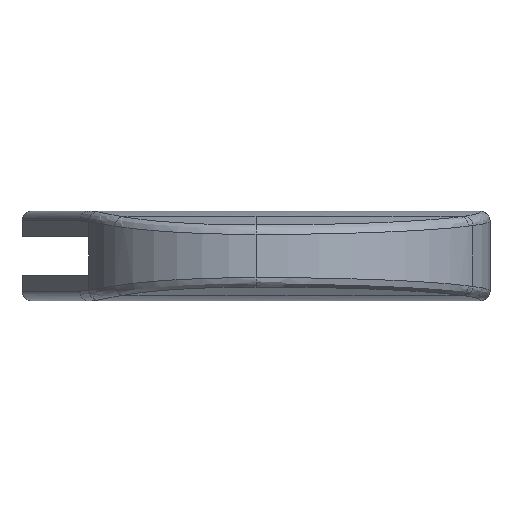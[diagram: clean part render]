
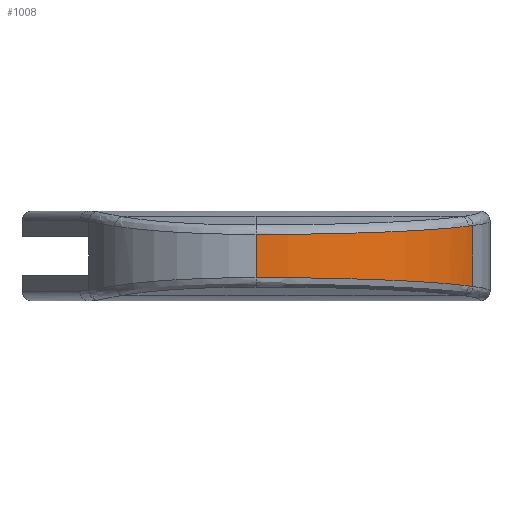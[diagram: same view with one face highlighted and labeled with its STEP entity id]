
A CAD part, left-side view. The second image highlights one B-rep face of the part: STEP entity #1008.
In plain terms, the highlighted cylindrical face has radius 12.5 mm (diameter 25 mm), a partial arc.
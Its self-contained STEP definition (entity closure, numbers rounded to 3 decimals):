
#68 = ORIENTED_EDGE ( 'NONE', *, *, #1767, .T. ) ;
#159 = CARTESIAN_POINT ( 'NONE',  ( -10.368, -11.038, 1.552 ) ) ;
#163 = VERTEX_POINT ( 'NONE', #654 ) ;
#320 = CARTESIAN_POINT ( 'NONE',  ( -10.227, -11.111, -1.562 ) ) ;
#341 = CARTESIAN_POINT ( 'NONE',  ( -10.648, -10.884, 1.533 ) ) ;
#354 = CARTESIAN_POINT ( 'NONE',  ( -15.569, -5.833, 1.199 ) ) ;
#357 = CARTESIAN_POINT ( 'NONE',  ( -10.648, -10.884, 1.533 ) ) ;
#407 = ORIENTED_EDGE ( 'NONE', *, *, #2367, .F. ) ;
#464 = DIRECTION ( 'NONE',  ( 0., 0., -1. ) ) ;
#468 = CARTESIAN_POINT ( 'NONE',  ( -10.509, -10.962, 1.542 ) ) ;
#502 = CARTESIAN_POINT ( 'NONE',  ( -13.465, -8.715, -1.338 ) ) ;
#504 = CARTESIAN_POINT ( 'NONE',  ( -14.709, -7.234, 1.255 ) ) ;
#517 = CARTESIAN_POINT ( 'NONE',  ( -16.415, -3.79, -1.144 ) ) ;
#578 = B_SPLINE_CURVE_WITH_KNOTS ( 'NONE', 3,
 ( #2545, #4075, #3653, #3177, #517, #2801, #1299, #3572, #915, #3947, #1283, #3560, #897, #3161, #502, #3542, #880, #3145 ),
 .UNSPECIFIED., .F., .F.,
 ( 4, 2, 2, 2, 2, 2, 2, 2, 4 ),
 ( 0., 0.003, 0.004, 0.005, 0.007, 0.008, 0.009, 0.01, 0.013 ),
 .UNSPECIFIED. ) ;
#654 = CARTESIAN_POINT ( 'NONE',  ( -17., 0., 1.107 ) ) ;
#757 = CARTESIAN_POINT ( 'NONE',  ( -17., 0., 1.107 ) ) ;
#763 = AXIS2_PLACEMENT_3D ( 'NONE', #1567, #1582, #2438 ) ;
#784 = CARTESIAN_POINT ( 'NONE',  ( -13.671, -8.511, 1.324 ) ) ;
#880 = CARTESIAN_POINT ( 'NONE',  ( -11.615, -10.337, -1.464 ) ) ;
#897 = CARTESIAN_POINT ( 'NONE',  ( -14.022, -8.103, -1.3 ) ) ;
#912 = VERTEX_POINT ( 'NONE', #320 ) ;
#915 = CARTESIAN_POINT ( 'NONE',  ( -15.57, -5.831, -1.198 ) ) ;
#959 = B_SPLINE_CURVE_WITH_KNOTS ( 'NONE', 3,
 ( #1253, #3340, #1071, #2953 ),
 .UNSPECIFIED., .F., .F.,
 ( 4, 4 ),
 ( 0., 0. ),
 .UNSPECIFIED. ) ;
#1008 = ADVANCED_FACE ( 'NONE', ( #3612 ), #1593, .T. ) ;
#1071 = CARTESIAN_POINT ( 'NONE',  ( -10.368, -11.038, -1.552 ) ) ;
#1253 = CARTESIAN_POINT ( 'NONE',  ( -10.648, -10.884, -1.533 ) ) ;
#1283 = CARTESIAN_POINT ( 'NONE',  ( -14.71, -7.233, -1.255 ) ) ;
#1284 = CARTESIAN_POINT ( 'NONE',  ( -16.816, -2.206, 1.118 ) ) ;
#1299 = CARTESIAN_POINT ( 'NONE',  ( -16.136, -4.574, -1.162 ) ) ;
#1326 = B_SPLINE_CURVE_WITH_KNOTS ( 'NONE', 3,
 ( #3005, #3222, #1885, #784, #3162, #504, #4542, #354, #2261, #4929, #2638, #3021, #1284, #3948, #1832, #757 ),
 .UNSPECIFIED., .F., .F.,
 ( 4, 2, 2, 2, 2, 2, 2, 4 ),
 ( 0., 0.003, 0.005, 0.007, 0.008, 0.01, 0.012, 0.013 ),
 .UNSPECIFIED. ) ;
#1433 = EDGE_CURVE ( 'NONE', #2426, #3622, #3826, .T. ) ;
#1489 = CARTESIAN_POINT ( 'NONE',  ( -10.227, -11.111, 1.562 ) ) ;
#1567 = CARTESIAN_POINT ( 'NONE',  ( -4.5, 0., 2.3 ) ) ;
#1582 = DIRECTION ( 'NONE',  ( 0., 0., -1. ) ) ;
#1593 = CYLINDRICAL_SURFACE ( 'NONE', #763, 12.5 ) ;
#1707 = ORIENTED_EDGE ( 'NONE', *, *, #3109, .T. ) ;
#1767 = EDGE_CURVE ( 'NONE', #163, #3763, #2050, .T. ) ;
#1832 = CARTESIAN_POINT ( 'NONE',  ( -17., -0.555, 1.107 ) ) ;
#1885 = CARTESIAN_POINT ( 'NONE',  ( -12.489, -9.677, 1.404 ) ) ;
#1951 = CARTESIAN_POINT ( 'NONE',  ( -10.648, -10.884, -1.533 ) ) ;
#2050 = LINE ( 'NONE', #4235, #4934 ) ;
#2261 = CARTESIAN_POINT ( 'NONE',  ( -15.818, -5.335, 1.182 ) ) ;
#2351 = LINE ( 'NONE', #3123, #3303 ) ;
#2367 = EDGE_CURVE ( 'NONE', #2426, #912, #2351, .T. ) ;
#2426 = VERTEX_POINT ( 'NONE', #1489 ) ;
#2438 = DIRECTION ( 'NONE',  ( -1., 0., 0. ) ) ;
#2479 = EDGE_CURVE ( 'NONE', #3622, #163, #1326, .T. ) ;
#2545 = CARTESIAN_POINT ( 'NONE',  ( -17., 0., -1.107 ) ) ;
#2638 = CARTESIAN_POINT ( 'NONE',  ( -16.421, -3.8, 1.144 ) ) ;
#2678 = EDGE_CURVE ( 'NONE', #4578, #912, #959, .T. ) ;
#2801 = CARTESIAN_POINT ( 'NONE',  ( -16.235, -4.314, -1.156 ) ) ;
#2953 = CARTESIAN_POINT ( 'NONE',  ( -10.227, -11.111, -1.562 ) ) ;
#3005 = CARTESIAN_POINT ( 'NONE',  ( -10.648, -10.884, 1.533 ) ) ;
#3021 = CARTESIAN_POINT ( 'NONE',  ( -16.707, -2.744, 1.125 ) ) ;
#3096 = DIRECTION ( 'NONE',  ( 0., 0., -1. ) ) ;
#3109 = EDGE_CURVE ( 'NONE', #3763, #4578, #578, .T. ) ;
#3123 = CARTESIAN_POINT ( 'NONE',  ( -10.227, -11.111, 2.3 ) ) ;
#3145 = CARTESIAN_POINT ( 'NONE',  ( -10.648, -10.884, -1.533 ) ) ;
#3161 = CARTESIAN_POINT ( 'NONE',  ( -13.655, -8.516, -1.325 ) ) ;
#3162 = CARTESIAN_POINT ( 'NONE',  ( -14.038, -8.098, 1.299 ) ) ;
#3177 = CARTESIAN_POINT ( 'NONE',  ( -16.496, -3.526, -1.139 ) ) ;
#3222 = CARTESIAN_POINT ( 'NONE',  ( -11.613, -10.339, 1.464 ) ) ;
#3285 = ORIENTED_EDGE ( 'NONE', *, *, #2479, .T. ) ;
#3303 = VECTOR ( 'NONE', #464, 1000. ) ;
#3340 = CARTESIAN_POINT ( 'NONE',  ( -10.509, -10.962, -1.542 ) ) ;
#3384 = ORIENTED_EDGE ( 'NONE', *, *, #2678, .T. ) ;
#3542 = CARTESIAN_POINT ( 'NONE',  ( -12.488, -9.677, -1.404 ) ) ;
#3560 = CARTESIAN_POINT ( 'NONE',  ( -14.2, -7.889, -1.289 ) ) ;
#3572 = CARTESIAN_POINT ( 'NONE',  ( -15.816, -5.339, -1.183 ) ) ;
#3612 = FACE_OUTER_BOUND ( 'NONE', #3782, .T. ) ;
#3622 = VERTEX_POINT ( 'NONE', #357 ) ;
#3653 = CARTESIAN_POINT ( 'NONE',  ( -16.854, -2.2, -1.116 ) ) ;
#3763 = VERTEX_POINT ( 'NONE', #3897 ) ;
#3782 = EDGE_LOOP ( 'NONE', ( #407, #4340, #3285, #68, #1707, #3384 ) ) ;
#3826 = B_SPLINE_CURVE_WITH_KNOTS ( 'NONE', 3,
 ( #4724, #159, #468, #341 ),
 .UNSPECIFIED., .F., .F.,
 ( 4, 4 ),
 ( 0., 0. ),
 .UNSPECIFIED. ) ;
#3897 = CARTESIAN_POINT ( 'NONE',  ( -17., 0., -1.107 ) ) ;
#3947 = CARTESIAN_POINT ( 'NONE',  ( -15.017, -6.778, -1.235 ) ) ;
#3948 = CARTESIAN_POINT ( 'NONE',  ( -16.963, -1.11, 1.109 ) ) ;
#4075 = CARTESIAN_POINT ( 'NONE',  ( -17., -1.113, -1.107 ) ) ;
#4235 = CARTESIAN_POINT ( 'NONE',  ( -17., 0., 2.3 ) ) ;
#4340 = ORIENTED_EDGE ( 'NONE', *, *, #1433, .T. ) ;
#4542 = CARTESIAN_POINT ( 'NONE',  ( -15.015, -6.781, 1.235 ) ) ;
#4578 = VERTEX_POINT ( 'NONE', #1951 ) ;
#4724 = CARTESIAN_POINT ( 'NONE',  ( -10.227, -11.111, 1.562 ) ) ;
#4929 = CARTESIAN_POINT ( 'NONE',  ( -16.243, -4.318, 1.155 ) ) ;
#4934 = VECTOR ( 'NONE', #3096, 1000. ) ;
